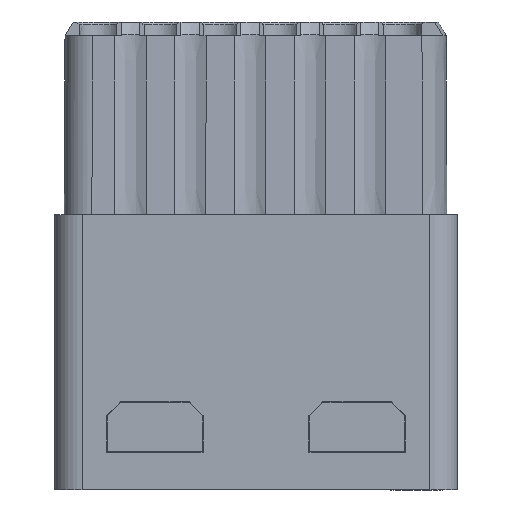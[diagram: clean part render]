
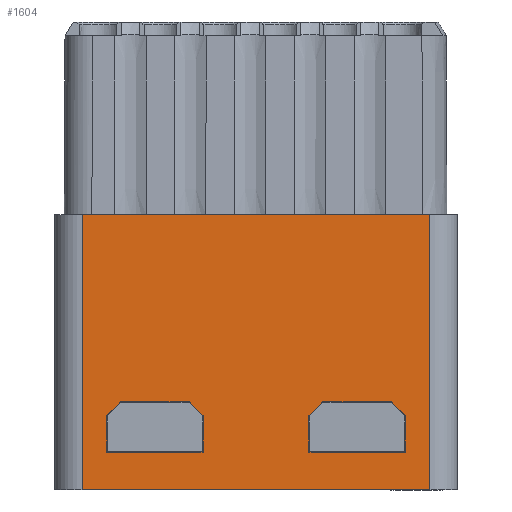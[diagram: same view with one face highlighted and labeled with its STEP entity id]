
A CAD part, left-side view. The second image highlights one B-rep face of the part: STEP entity #1604.
In plain terms, the highlighted planar face has unit normal (-1, 0, 0).
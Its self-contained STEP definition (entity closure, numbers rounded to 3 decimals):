
#378=FACE_BOUND('',#2570,.T.);
#379=FACE_BOUND('',#2571,.T.);
#380=FACE_BOUND('',#2572,.T.);
#1604=ADVANCED_FACE('',(#378,#379,#380),#2090,.F.);
#2090=PLANE('',#8025);
#2570=EDGE_LOOP('',(#3969,#3970,#3971,#3972,#3973,#3974));
#2571=EDGE_LOOP('',(#3975,#3976,#3977,#3978,#3979,#3980));
#2572=EDGE_LOOP('',(#3981,#3982,#3983,#3984));
#3969=ORIENTED_EDGE('',*,*,#6586,.T.);
#3970=ORIENTED_EDGE('',*,*,#6587,.F.);
#3971=ORIENTED_EDGE('',*,*,#6588,.F.);
#3972=ORIENTED_EDGE('',*,*,#6589,.F.);
#3973=ORIENTED_EDGE('',*,*,#6590,.T.);
#3974=ORIENTED_EDGE('',*,*,#6591,.T.);
#3975=ORIENTED_EDGE('',*,*,#6592,.T.);
#3976=ORIENTED_EDGE('',*,*,#6593,.T.);
#3977=ORIENTED_EDGE('',*,*,#6594,.F.);
#3978=ORIENTED_EDGE('',*,*,#6595,.F.);
#3979=ORIENTED_EDGE('',*,*,#6596,.F.);
#3980=ORIENTED_EDGE('',*,*,#6597,.T.);
#3981=ORIENTED_EDGE('',*,*,#6598,.T.);
#3982=ORIENTED_EDGE('',*,*,#6599,.T.);
#3983=ORIENTED_EDGE('',*,*,#6600,.T.);
#3984=ORIENTED_EDGE('',*,*,#6585,.T.);
#5759=VERTEX_POINT('',#12356);
#5762=VERTEX_POINT('',#12361);
#5763=VERTEX_POINT('',#12365);
#5764=VERTEX_POINT('',#12366);
#5765=VERTEX_POINT('',#12368);
#5766=VERTEX_POINT('',#12370);
#5767=VERTEX_POINT('',#12372);
#5768=VERTEX_POINT('',#12374);
#5769=VERTEX_POINT('',#12377);
#5770=VERTEX_POINT('',#12378);
#5771=VERTEX_POINT('',#12380);
#5772=VERTEX_POINT('',#12382);
#5773=VERTEX_POINT('',#12384);
#5774=VERTEX_POINT('',#12386);
#5775=VERTEX_POINT('',#12389);
#5776=VERTEX_POINT('',#12391);
#6585=EDGE_CURVE('',#5759,#5762,#7357,.T.);
#6586=EDGE_CURVE('',#5763,#5764,#7358,.T.);
#6587=EDGE_CURVE('',#5765,#5764,#7359,.T.);
#6588=EDGE_CURVE('',#5766,#5765,#7360,.T.);
#6589=EDGE_CURVE('',#5767,#5766,#7361,.T.);
#6590=EDGE_CURVE('',#5767,#5768,#7362,.T.);
#6591=EDGE_CURVE('',#5768,#5763,#7363,.T.);
#6592=EDGE_CURVE('',#5769,#5770,#7364,.T.);
#6593=EDGE_CURVE('',#5770,#5771,#7365,.T.);
#6594=EDGE_CURVE('',#5772,#5771,#7366,.T.);
#6595=EDGE_CURVE('',#5773,#5772,#7367,.T.);
#6596=EDGE_CURVE('',#5774,#5773,#7368,.T.);
#6597=EDGE_CURVE('',#5774,#5769,#7369,.T.);
#6598=EDGE_CURVE('',#5762,#5775,#7370,.T.);
#6599=EDGE_CURVE('',#5775,#5776,#7371,.T.);
#6600=EDGE_CURVE('',#5776,#5759,#7372,.T.);
#7357=LINE('',#12362,#7677);
#7358=LINE('',#12364,#7678);
#7359=LINE('',#12367,#7679);
#7360=LINE('',#12369,#7680);
#7361=LINE('',#12371,#7681);
#7362=LINE('',#12373,#7682);
#7363=LINE('',#12375,#7683);
#7364=LINE('',#12376,#7684);
#7365=LINE('',#12379,#7685);
#7366=LINE('',#12381,#7686);
#7367=LINE('',#12383,#7687);
#7368=LINE('',#12385,#7688);
#7369=LINE('',#12387,#7689);
#7370=LINE('',#12388,#7690);
#7371=LINE('',#12390,#7691);
#7372=LINE('',#12392,#7692);
#7677=VECTOR('',#9361,1.);
#7678=VECTOR('',#9364,1.);
#7679=VECTOR('',#9365,1.);
#7680=VECTOR('',#9366,1.);
#7681=VECTOR('',#9367,1.);
#7682=VECTOR('',#9368,1.);
#7683=VECTOR('',#9369,1.);
#7684=VECTOR('',#9370,1.);
#7685=VECTOR('',#9371,1.);
#7686=VECTOR('',#9372,1.);
#7687=VECTOR('',#9373,1.);
#7688=VECTOR('',#9374,1.);
#7689=VECTOR('',#9375,1.);
#7690=VECTOR('',#9376,1.);
#7691=VECTOR('',#9377,1.);
#7692=VECTOR('',#9378,1.);
#8025=AXIS2_PLACEMENT_3D('',#12393,#9379,#9380);
#9361=DIRECTION('',(0.,0.,1.));
#9364=DIRECTION('',(0.,0.,1.));
#9365=DIRECTION('',(0.,0.707,-0.707));
#9366=DIRECTION('',(0.,1.,0.));
#9367=DIRECTION('',(0.,0.707,0.707));
#9368=DIRECTION('',(0.,0.,-1.));
#9369=DIRECTION('',(0.,1.,0.));
#9370=DIRECTION('',(0.,1.,0.));
#9371=DIRECTION('',(0.,0.,1.));
#9372=DIRECTION('',(0.,0.707,-0.707));
#9373=DIRECTION('',(0.,1.,0.));
#9374=DIRECTION('',(0.,0.707,0.707));
#9375=DIRECTION('',(0.,0.,-1.));
#9376=DIRECTION('',(0.,1.,0.));
#9377=DIRECTION('',(0.,0.,-1.));
#9378=DIRECTION('',(0.,-1.,0.));
#9379=DIRECTION('',(1.,0.,0.));
#9380=DIRECTION('',(0.,0.,1.));
#12356=CARTESIAN_POINT('',(-15.15,-12.629,0.));
#12361=CARTESIAN_POINT('',(-15.15,-12.629,20.));
#12362=CARTESIAN_POINT('',(-15.15,-12.629,34.));
#12364=CARTESIAN_POINT('',(-15.15,10.85,34.));
#12365=CARTESIAN_POINT('',(-15.15,10.85,2.75));
#12366=CARTESIAN_POINT('',(-15.15,10.85,5.4));
#12367=CARTESIAN_POINT('',(-15.15,-1.538,17.788));
#12368=CARTESIAN_POINT('',(-15.15,9.85,6.4));
#12369=CARTESIAN_POINT('',(-15.15,14.675,6.4));
#12370=CARTESIAN_POINT('',(-15.15,4.85,6.4));
#12371=CARTESIAN_POINT('',(-15.15,23.563,25.113));
#12372=CARTESIAN_POINT('',(-15.15,3.85,5.4));
#12373=CARTESIAN_POINT('',(-15.15,3.85,34.));
#12374=CARTESIAN_POINT('',(-15.15,3.85,2.75));
#12375=CARTESIAN_POINT('',(-15.15,14.675,2.75));
#12376=CARTESIAN_POINT('',(-15.15,14.675,2.75));
#12377=CARTESIAN_POINT('',(-15.15,-10.85,2.75));
#12378=CARTESIAN_POINT('',(-15.15,-3.85,2.75));
#12379=CARTESIAN_POINT('',(-15.15,-3.85,34.));
#12380=CARTESIAN_POINT('',(-15.15,-3.85,5.4));
#12381=CARTESIAN_POINT('',(-15.15,-8.888,10.438));
#12382=CARTESIAN_POINT('',(-15.15,-4.85,6.4));
#12383=CARTESIAN_POINT('',(-15.15,14.675,6.4));
#12384=CARTESIAN_POINT('',(-15.15,-9.85,6.4));
#12385=CARTESIAN_POINT('',(-15.15,16.212,32.463));
#12386=CARTESIAN_POINT('',(-15.15,-10.85,5.4));
#12387=CARTESIAN_POINT('',(-15.15,-10.85,34.));
#12388=CARTESIAN_POINT('',(-15.15,-12.56,20.));
#12389=CARTESIAN_POINT('',(-15.15,12.629,20.));
#12390=CARTESIAN_POINT('',(-15.15,12.629,34.));
#12391=CARTESIAN_POINT('',(-15.15,12.629,0.));
#12392=CARTESIAN_POINT('',(-15.15,12.56,0.));
#12393=CARTESIAN_POINT('',(-15.15,14.675,34.));
